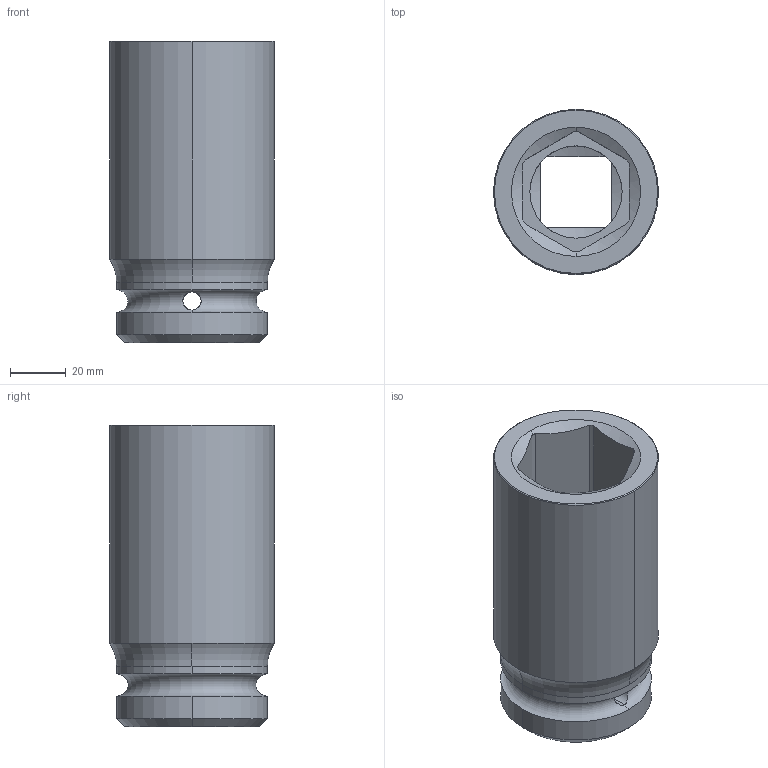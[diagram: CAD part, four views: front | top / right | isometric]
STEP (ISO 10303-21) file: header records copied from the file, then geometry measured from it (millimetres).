
FILE_DESCRIPTION((''),'2;1');
FILE_NAME('4027160391','2023-09-11T11:29:28',('a00565553'),(''),'CREO PARAMETRIC BY PTC INC, 2022414','CREO PARAMETRIC BY PTC INC, 2022414','');
FILE_SCHEMA(('CONFIG_CONTROL_DESIGN','GEOMETRIC_VALIDATION_PROPERTIES_MIM'));
Length unit declared in the file: millimetre
Products named in the file (1): 4027160391
Bounding box: 59 x 59 x 108 mm (x, y, z)
Volume: 175150.9 mm3; surface area: 35643.9 mm2
Topology: 1 solids, 1 shells, 61 faces, 154 edges, 94 vertices
Faces by surface type: cylinder 22, plane 21, cone 14, torus 4
Entity records: 2111 total; most frequent: CARTESIAN_POINT 506, DIRECTION 326, ORIENTED_EDGE 308, EDGE_CURVE 154, AXIS2_PLACEMENT_3D 133, VERTEX_POINT 94, CIRCLE 72, EDGE_LOOP 66
